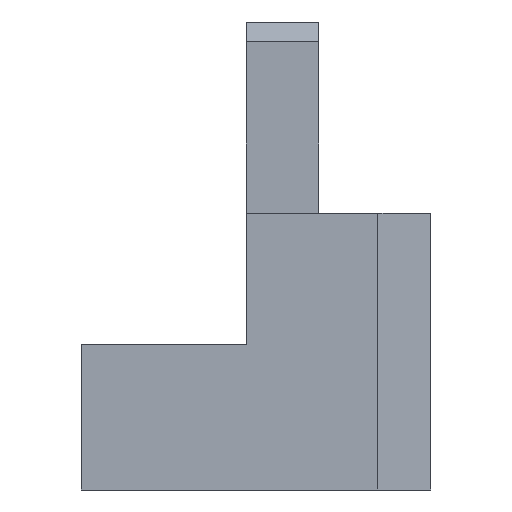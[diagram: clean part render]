
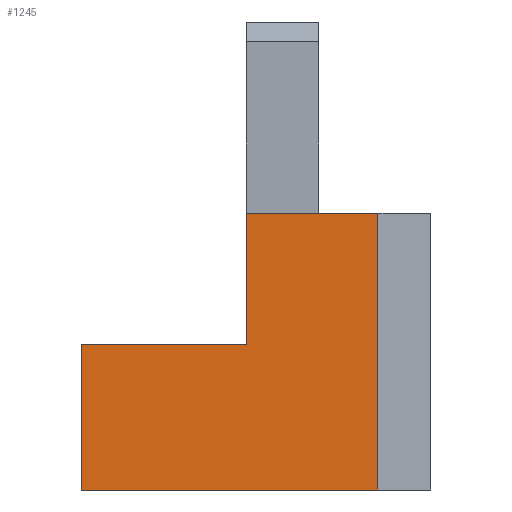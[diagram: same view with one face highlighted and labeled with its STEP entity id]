
A CAD part, left-side view. The second image highlights one B-rep face of the part: STEP entity #1245.
In plain terms, the highlighted planar face has unit normal (-1, 0, 0).
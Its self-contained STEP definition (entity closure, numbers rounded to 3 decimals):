
#1193=AXIS2_PLACEMENT_3D('Plane Axis2P3D',#1190,#1191,#1192) ;
#1190=CARTESIAN_POINT('Axis2P3D Location',(-49.,0.,0.)) ;
#1195=CARTESIAN_POINT('Line Origine',(-49.,20.,-124.)) ;
#1199=CARTESIAN_POINT('Vertex',(-49.,10.,-124.)) ;
#1201=CARTESIAN_POINT('Vertex',(-49.,30.,-124.)) ;
#1204=CARTESIAN_POINT('Line Origine',(-49.,30.,-134.)) ;
#1208=CARTESIAN_POINT('Vertex',(-49.,30.,-144.)) ;
#1211=CARTESIAN_POINT('Line Origine',(-49.,42.5,-144.)) ;
#1215=CARTESIAN_POINT('Vertex',(-49.,55.,-144.)) ;
#1218=CARTESIAN_POINT('Line Origine',(-49.,55.,-155.)) ;
#1222=CARTESIAN_POINT('Vertex',(-49.,55.,-166.)) ;
#1225=CARTESIAN_POINT('Line Origine',(-49.,32.5,-166.)) ;
#1229=CARTESIAN_POINT('Vertex',(-49.,10.,-166.)) ;
#1232=CARTESIAN_POINT('Line Origine',(-49.,10.,-145.)) ;
#1191=DIRECTION('Axis2P3D Direction',(-1.,0.,0.)) ;
#1192=DIRECTION('Axis2P3D XDirection',(0.,1.,0.)) ;
#1196=DIRECTION('Vector Direction',(0.,1.,0.)) ;
#1205=DIRECTION('Vector Direction',(0.,0.,1.)) ;
#1212=DIRECTION('Vector Direction',(0.,-1.,0.)) ;
#1219=DIRECTION('Vector Direction',(0.,0.,1.)) ;
#1226=DIRECTION('Vector Direction',(0.,1.,0.)) ;
#1233=DIRECTION('Vector Direction',(0.,0.,-1.)) ;
#1197=VECTOR('Line Direction',#1196,1.) ;
#1206=VECTOR('Line Direction',#1205,1.) ;
#1213=VECTOR('Line Direction',#1212,1.) ;
#1220=VECTOR('Line Direction',#1219,1.) ;
#1227=VECTOR('Line Direction',#1226,1.) ;
#1234=VECTOR('Line Direction',#1233,1.) ;
#1238=ORIENTED_EDGE('',*,*,#1203,.T.) ;
#1239=ORIENTED_EDGE('',*,*,#1210,.T.) ;
#1240=ORIENTED_EDGE('',*,*,#1217,.T.) ;
#1241=ORIENTED_EDGE('',*,*,#1224,.T.) ;
#1242=ORIENTED_EDGE('',*,*,#1231,.T.) ;
#1243=ORIENTED_EDGE('',*,*,#1236,.T.) ;
#1245=ADVANCED_FACE('Terminali anteriori FcCuAl 2x150mmq inferiori',(#1244),#1194,.T.) ;
#1203=EDGE_CURVE('',#1200,#1202,#1198,.T.) ;
#1210=EDGE_CURVE('',#1202,#1209,#1207,.F.) ;
#1217=EDGE_CURVE('',#1209,#1216,#1214,.F.) ;
#1224=EDGE_CURVE('',#1216,#1223,#1221,.F.) ;
#1231=EDGE_CURVE('',#1223,#1230,#1228,.F.) ;
#1236=EDGE_CURVE('',#1230,#1200,#1235,.F.) ;
#1237=EDGE_LOOP('',(#1238,#1239,#1240,#1241,#1242,#1243)) ;
#1244=FACE_OUTER_BOUND('',#1237,.T.) ;
#1198=LINE('Line',#1195,#1197) ;
#1207=LINE('Line',#1204,#1206) ;
#1214=LINE('Line',#1211,#1213) ;
#1221=LINE('Line',#1218,#1220) ;
#1228=LINE('Line',#1225,#1227) ;
#1235=LINE('Line',#1232,#1234) ;
#1194=PLANE('',#1193) ;
#1200=VERTEX_POINT('',#1199) ;
#1202=VERTEX_POINT('',#1201) ;
#1209=VERTEX_POINT('',#1208) ;
#1216=VERTEX_POINT('',#1215) ;
#1223=VERTEX_POINT('',#1222) ;
#1230=VERTEX_POINT('',#1229) ;
